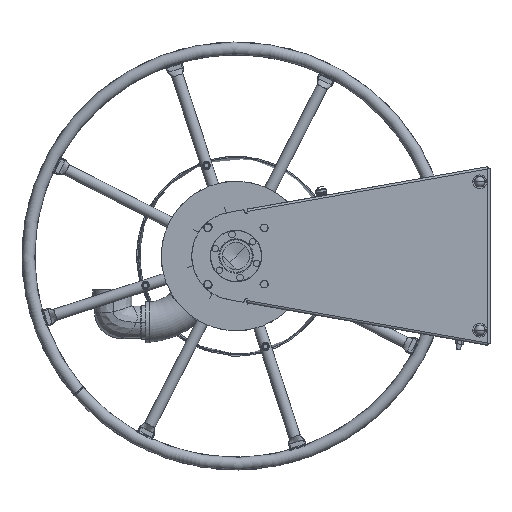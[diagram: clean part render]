
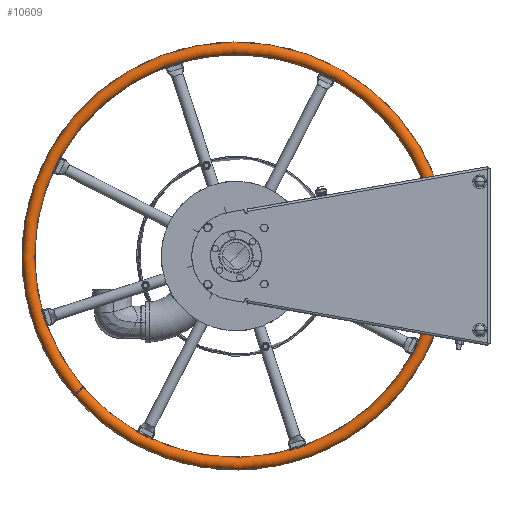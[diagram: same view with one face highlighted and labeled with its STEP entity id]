
A CAD part, left-side view. The second image highlights one B-rep face of the part: STEP entity #10609.
In plain terms, the highlighted toroidal (fillet/blend) face has major radius 364 mm and minor radius 11 mm.
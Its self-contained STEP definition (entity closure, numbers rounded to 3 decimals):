
#10469=CARTESIAN_POINT('',(-222.5,276.788,-236.399));
#10470=DIRECTION('',(0.,0.649,0.76));
#10471=DIRECTION('',(0.,0.76,-0.649));
#10472=AXIS2_PLACEMENT_3D('',#10469,#10470,#10471);
#10484=CARTESIAN_POINT('',(-222.5,0.,0.));
#10485=DIRECTION('',(1.,0.,0.));
#10486=DIRECTION('',(0.,0.76,-0.649));
#10487=AXIS2_PLACEMENT_3D('',#10484,#10485,#10486);
#10489=CARTESIAN_POINT('',(-222.5,0.,0.));
#10490=DIRECTION('',(1.,0.,0.));
#10491=DIRECTION('',(0.,0.76,-0.649));
#10492=AXIS2_PLACEMENT_3D('',#10489,#10490,#10491);
#10499=CARTESIAN_POINT('',(-222.5,275.546,-237.845));
#10500=DIRECTION('',(0.,0.653,0.757));
#10501=DIRECTION('',(0.,0.757,-0.653));
#10502=AXIS2_PLACEMENT_3D('',#10499,#10500,#10501);
#10524=CARTESIAN_POINT('',(-222.5,268.423,-229.255));
#10525=CARTESIAN_POINT('',(-222.5,285.152,-243.543));
#10526=VERTEX_POINT('',#10524);
#10527=VERTEX_POINT('',#10525);
#10532=CARTESIAN_POINT('',(-222.5,267.219,-230.657));
#10533=CARTESIAN_POINT('',(-222.5,283.873,-245.033));
#10534=VERTEX_POINT('',#10532);
#10535=VERTEX_POINT('',#10533);
#10597=CARTESIAN_POINT('',(-222.5,0.,0.));
#10598=DIRECTION('',(1.,0.,0.));
#10599=DIRECTION('',(0.,-0.76,0.649));
#10600=AXIS2_PLACEMENT_3D('',#10597,#10598,#10599);
#10601=TOROIDAL_SURFACE('',#10600,364.,11.);
#10602=ORIENTED_EDGE('',*,*,#10547,.F.);
#10603=ORIENTED_EDGE('',*,*,#10580,.T.);
#10605=ORIENTED_EDGE('',*,*,#10604,.T.);
#10606=ORIENTED_EDGE('',*,*,#10576,.F.);
#10607=EDGE_LOOP('',(#10602,#10603,#10605,#10606));
#10608=FACE_OUTER_BOUND('',#10607,.F.);
#10609=ADVANCED_FACE('',(#10608),#10601,.T.);
#10473=CIRCLE('',#10472,11.);
#10488=CIRCLE('',#10487,353.);
#10493=CIRCLE('',#10492,375.);
#10503=CIRCLE('',#10502,11.);
#10547=EDGE_CURVE('',#10527,#10526,#10473,.T.);
#10576=EDGE_CURVE('',#10526,#10534,#10488,.T.);
#10580=EDGE_CURVE('',#10527,#10535,#10493,.T.);
#10604=EDGE_CURVE('',#10535,#10534,#10503,.T.);
